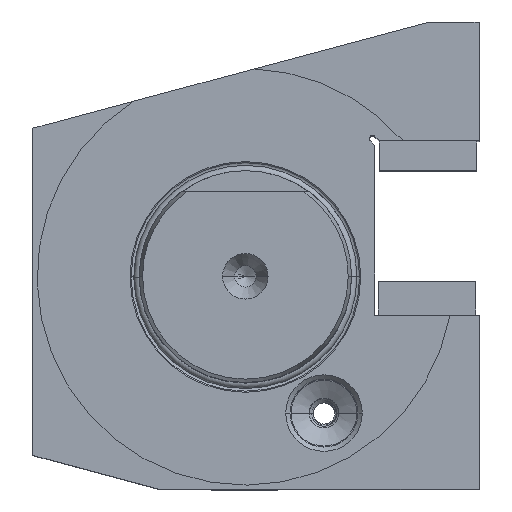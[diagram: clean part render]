
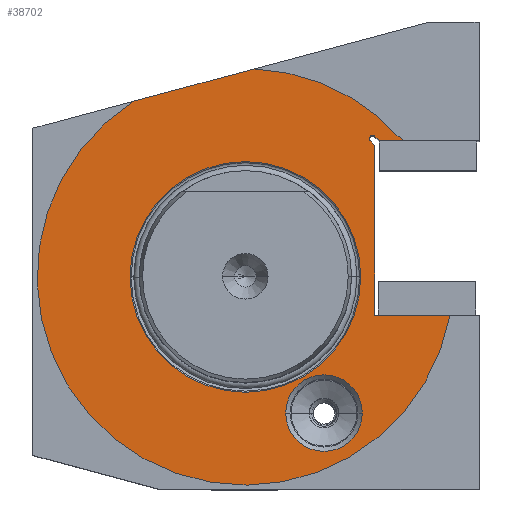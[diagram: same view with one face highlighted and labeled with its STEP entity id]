
A CAD part, top view. The second image highlights one B-rep face of the part: STEP entity #38702.
In plain terms, the highlighted planar face has unit normal (0, 0, 1).
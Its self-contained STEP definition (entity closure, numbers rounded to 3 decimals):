
#2987 = AXIS2_PLACEMENT_3D ( 'NONE', #10109, #10111, #10113 ) ;
#3066 = AXIS2_PLACEMENT_3D ( 'NONE', #36736, #36694, #36744 ) ;
#3071 = AXIS2_PLACEMENT_3D ( 'NONE', #36992, #36993, #37004 ) ;
#3083 = AXIS2_PLACEMENT_3D ( 'NONE', #36745, #36768, #36746 ) ;
#3084 = AXIS2_PLACEMENT_3D ( 'NONE', #36820, #36828, #36811 ) ;
#3097 = AXIS2_PLACEMENT_3D ( 'NONE', #33001, #32991, #32973 ) ;
#7221 = EDGE_CURVE ( 'NONE', #54173, #54261, #47860, .T. ) ;
#10109 = CARTESIAN_POINT ( 'NONE',  ( 0., 0., -78. ) ) ;
#10111 = DIRECTION ( 'NONE',  ( 0., 0., 1. ) ) ;
#10113 = DIRECTION ( 'NONE',  ( 1., 0., 0. ) ) ;
#12845 = AXIS2_PLACEMENT_3D ( 'NONE', #23147, #23124, #23185 ) ;
#23124 = DIRECTION ( 'NONE',  ( 0., 0., -1. ) ) ;
#23143 = PLANE ( 'NONE',  #12845 ) ;
#23147 = CARTESIAN_POINT ( 'NONE',  ( 0., 27.15, -78. ) ) ;
#23185 = DIRECTION ( 'NONE',  ( -1., 0., 0. ) ) ;
#28681 = DIRECTION ( 'NONE',  ( 0., 0., 1. ) ) ;
#28682 = DIRECTION ( 'NONE',  ( -1., 0., 0. ) ) ;
#28717 = CARTESIAN_POINT ( 'NONE',  ( 29.934, 32.566, -78. ) ) ;
#30472 = EDGE_CURVE ( 'NONE', #45927, #45832, #47996, .T. ) ;
#30474 = EDGE_CURVE ( 'NONE', #54035, #54105, #48019, .T. ) ;
#30475 = EDGE_CURVE ( 'NONE', #45927, #45879, #48004, .T. ) ;
#30482 = EDGE_CURVE ( 'NONE', #45883, #45879, #48013, .T. ) ;
#30508 = EDGE_CURVE ( 'NONE', #54261, #54173, #48073, .T. ) ;
#30513 = EDGE_CURVE ( 'NONE', #45808, #45832, #48033, .T. ) ;
#30519 = EDGE_CURVE ( 'NONE', #45931, #45808, #48058, .T. ) ;
#30552 = EDGE_CURVE ( 'NONE', #45923, #54207, #48100, .T. ) ;
#30561 = EDGE_CURVE ( 'NONE', #45899, #45931, #48104, .T. ) ;
#30575 = EDGE_CURVE ( 'NONE', #54152, #45899, #48088, .T. ) ;
#30614 = EDGE_CURVE ( 'NONE', #45883, #45923, #48156, .T. ) ;
#31142 = EDGE_CURVE ( 'NONE', #54105, #54035, #47746, .T. ) ;
#31297 = EDGE_CURVE ( 'NONE', #54207, #54152, #48651, .T. ) ;
#32853 = DIRECTION ( 'NONE',  ( -0.707, 0.707, 0. ) ) ;
#32862 = CARTESIAN_POINT ( 'NONE',  ( 18.205, 45.355, -78. ) ) ;
#32915 = CARTESIAN_POINT ( 'NONE',  ( 17.145, 44.295, -78. ) ) ;
#32950 = DIRECTION ( 'NONE',  ( 0.707, -0.707, 0. ) ) ;
#32973 = DIRECTION ( 'NONE',  ( -1., 0., 0. ) ) ;
#32991 = DIRECTION ( 'NONE',  ( 0., 0., 1. ) ) ;
#33001 = CARTESIAN_POINT ( 'NONE',  ( 29.934, 32.566, -78. ) ) ;
#33414 = CARTESIAN_POINT ( 'NONE',  ( 0., 32., -78. ) ) ;
#33447 = DIRECTION ( 'NONE',  ( -1., 0., 0. ) ) ;
#36694 = DIRECTION ( 'NONE',  ( 0., 0., 1. ) ) ;
#36736 = CARTESIAN_POINT ( 'NONE',  ( 0., 0., -78. ) ) ;
#36744 = DIRECTION ( 'NONE',  ( 1., 0., 0. ) ) ;
#36745 = CARTESIAN_POINT ( 'NONE',  ( 18.5, -32.043, -78. ) ) ;
#36746 = DIRECTION ( 'NONE',  ( -1., 0., 0. ) ) ;
#36760 = CARTESIAN_POINT ( 'NONE',  ( -5.312, 46.974, -78. ) ) ;
#36768 = DIRECTION ( 'NONE',  ( 0., 0., -1. ) ) ;
#36775 = DIRECTION ( 'NONE',  ( 0.966, 0.259, 0. ) ) ;
#36811 = DIRECTION ( 'NONE',  ( 1., 0., 0. ) ) ;
#36820 = CARTESIAN_POINT ( 'NONE',  ( 0., 0., -78. ) ) ;
#36828 = DIRECTION ( 'NONE',  ( 0., 0., 1. ) ) ;
#36992 = CARTESIAN_POINT ( 'NONE',  ( 0., 0., -78. ) ) ;
#36993 = DIRECTION ( 'NONE',  ( 0., 0., 1. ) ) ;
#37002 = CARTESIAN_POINT ( 'NONE',  ( 0., -9., -78. ) ) ;
#37004 = DIRECTION ( 'NONE',  ( 1., 0., 0. ) ) ;
#37013 = DIRECTION ( 'NONE',  ( 1., 0., 0. ) ) ;
#37063 = DIRECTION ( 'NONE',  ( 0., -1., 0. ) ) ;
#37069 = CARTESIAN_POINT ( 'NONE',  ( 30.5, 27.15, -78. ) ) ;
#38702 = ADVANCED_FACE ( 'NONE', ( #52626, #52642, #52662 ), #23143, .F. ) ;
#42246 = CARTESIAN_POINT ( 'NONE',  ( 9.5, -32.043, -78. ) ) ;
#42337 = CARTESIAN_POINT ( 'NONE',  ( 29.184, 32.566, -78. ) ) ;
#42354 = CARTESIAN_POINT ( 'NONE',  ( 27.5, -32.043, -78. ) ) ;
#42409 = CARTESIAN_POINT ( 'NONE',  ( 30.465, 33.096, -78. ) ) ;
#42411 = CARTESIAN_POINT ( 'NONE',  ( -27.15, 0., -78. ) ) ;
#42468 = CARTESIAN_POINT ( 'NONE',  ( 27.15, 0., -78. ) ) ;
#42904 = CARTESIAN_POINT ( 'NONE',  ( 30.5, -9., -78. ) ) ;
#42940 = CARTESIAN_POINT ( 'NONE',  ( 48.166, -9., -78. ) ) ;
#42942 = CARTESIAN_POINT ( 'NONE',  ( 37.108, 32., -78. ) ) ;
#42969 = CARTESIAN_POINT ( 'NONE',  ( 29.404, 32.035, -78. ) ) ;
#42996 = CARTESIAN_POINT ( 'NONE',  ( 2.083, 48.956, -78. ) ) ;
#43010 = CARTESIAN_POINT ( 'NONE',  ( -26.282, 41.355, -78. ) ) ;
#43037 = CARTESIAN_POINT ( 'NONE',  ( 31.561, 32., -78. ) ) ;
#43065 = CARTESIAN_POINT ( 'NONE',  ( 30.5, 30.939, -78. ) ) ;
#44004 = ORIENTED_EDGE ( 'NONE', *, *, #30508, .F. ) ;
#44012 = ORIENTED_EDGE ( 'NONE', *, *, #7221, .F. ) ;
#44022 = ORIENTED_EDGE ( 'NONE', *, *, #31142, .T. ) ;
#44034 = ORIENTED_EDGE ( 'NONE', *, *, #30472, .T. ) ;
#44035 = ORIENTED_EDGE ( 'NONE', *, *, #30575, .F. ) ;
#44037 = ORIENTED_EDGE ( 'NONE', *, *, #30561, .F. ) ;
#44045 = ORIENTED_EDGE ( 'NONE', *, *, #30519, .F. ) ;
#44046 = ORIENTED_EDGE ( 'NONE', *, *, #31297, .F. ) ;
#44073 = ORIENTED_EDGE ( 'NONE', *, *, #30614, .F. ) ;
#44100 = ORIENTED_EDGE ( 'NONE', *, *, #30513, .F. ) ;
#44111 = ORIENTED_EDGE ( 'NONE', *, *, #30475, .F. ) ;
#44114 = ORIENTED_EDGE ( 'NONE', *, *, #30474, .T. ) ;
#44126 = ORIENTED_EDGE ( 'NONE', *, *, #30482, .T. ) ;
#44129 = ORIENTED_EDGE ( 'NONE', *, *, #30552, .F. ) ;
#45495 = EDGE_LOOP ( 'NONE', ( #44111, #44034, #44100, #44045, #44037, #44035, #44046, #44129, #44073, #44126 ) ) ;
#45501 = EDGE_LOOP ( 'NONE', ( #44004, #44012 ) ) ;
#45581 = EDGE_LOOP ( 'NONE', ( #44022, #44114 ) ) ;
#45808 = VERTEX_POINT ( 'NONE', #42904 ) ;
#45832 = VERTEX_POINT ( 'NONE', #42940 ) ;
#45879 = VERTEX_POINT ( 'NONE', #42996 ) ;
#45883 = VERTEX_POINT ( 'NONE', #42942 ) ;
#45899 = VERTEX_POINT ( 'NONE', #42969 ) ;
#45923 = VERTEX_POINT ( 'NONE', #43037 ) ;
#45927 = VERTEX_POINT ( 'NONE', #43010 ) ;
#45931 = VERTEX_POINT ( 'NONE', #43065 ) ;
#47746 = CIRCLE ( 'NONE', #51285, 9. ) ;
#47860 = CIRCLE ( 'NONE', #2987, 27.15 ) ;
#47996 = CIRCLE ( 'NONE', #3066, 49. ) ;
#48004 = LINE ( 'NONE', #36760, #48011 ) ;
#48011 = VECTOR ( 'NONE', #36775, 1000. ) ;
#48013 = CIRCLE ( 'NONE', #3084, 49. ) ;
#48019 = CIRCLE ( 'NONE', #3083, 9. ) ;
#48033 = LINE ( 'NONE', #37002, #48044 ) ;
#48044 = VECTOR ( 'NONE', #37013, 1000. ) ;
#48058 = LINE ( 'NONE', #37069, #48067 ) ;
#48067 = VECTOR ( 'NONE', #37063, 1000. ) ;
#48073 = CIRCLE ( 'NONE', #3071, 27.15 ) ;
#48088 = CIRCLE ( 'NONE', #3097, 0.75 ) ;
#48094 = VECTOR ( 'NONE', #32853, 1000. ) ;
#48100 = LINE ( 'NONE', #32862, #48094 ) ;
#48104 = LINE ( 'NONE', #32915, #48114 ) ;
#48114 = VECTOR ( 'NONE', #32950, 1000. ) ;
#48155 = VECTOR ( 'NONE', #33447, 1000. ) ;
#48156 = LINE ( 'NONE', #33414, #48155 ) ;
#48651 = CIRCLE ( 'NONE', #50920, 0.75 ) ;
#50920 = AXIS2_PLACEMENT_3D ( 'NONE', #28717, #28681, #28682 ) ;
#51285 = AXIS2_PLACEMENT_3D ( 'NONE', #63442, #63432, #63413 ) ;
#52626 = FACE_BOUND ( 'NONE', #45581, .T. ) ;
#52642 = FACE_BOUND ( 'NONE', #45501, .T. ) ;
#52662 = FACE_OUTER_BOUND ( 'NONE', #45495, .T. ) ;
#54035 = VERTEX_POINT ( 'NONE', #42246 ) ;
#54105 = VERTEX_POINT ( 'NONE', #42354 ) ;
#54152 = VERTEX_POINT ( 'NONE', #42337 ) ;
#54173 = VERTEX_POINT ( 'NONE', #42411 ) ;
#54207 = VERTEX_POINT ( 'NONE', #42409 ) ;
#54261 = VERTEX_POINT ( 'NONE', #42468 ) ;
#63413 = DIRECTION ( 'NONE',  ( -1., 0., 0. ) ) ;
#63432 = DIRECTION ( 'NONE',  ( 0., 0., -1. ) ) ;
#63442 = CARTESIAN_POINT ( 'NONE',  ( 18.5, -32.043, -78. ) ) ;
